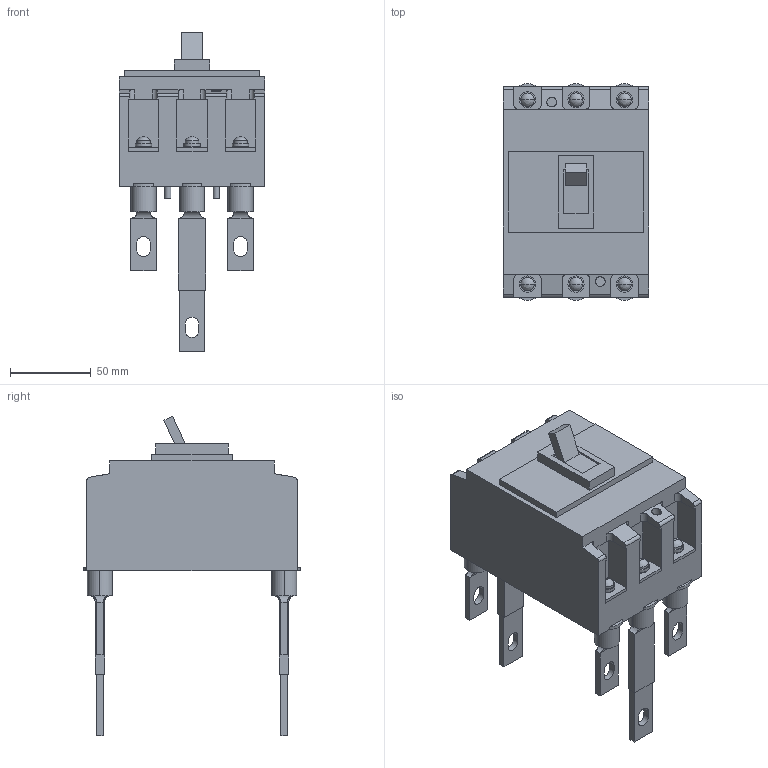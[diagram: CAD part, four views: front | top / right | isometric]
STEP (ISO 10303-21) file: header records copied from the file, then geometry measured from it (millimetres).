
FILE_DESCRIPTION (( 'STEP AP214' ), '1' );
FILE_NAME ('PS125NF3R50.STEP', '2023-03-01T00:53:35', ( 'CAD' ), ( '' ), 'SwSTEP 2.0', 'SolidWorks 2015', '' );
FILE_SCHEMA (( 'AUTOMOTIVE_DESIGN' ));
Length unit declared in the file: millimetre
Products named in the file (1): PS125NF3R50
Bounding box: 90 x 134 x 197.5 mm (x, y, z)
Volume: 776436.3 mm3; surface area: 93498.8 mm2
Topology: 33 solids, 33 shells, 366 faces, 834 edges, 538 vertices
Faces by surface type: plane 222, cylinder 132, torus 12
Entity records: 12441 total; most frequent: CARTESIAN_POINT 2263, DIRECTION 1728, ORIENTED_EDGE 1644, EDGE_CURVE 822, AXIS2_PLACEMENT_3D 579, VECTOR 570, LINE 570, VERTEX_POINT 538
